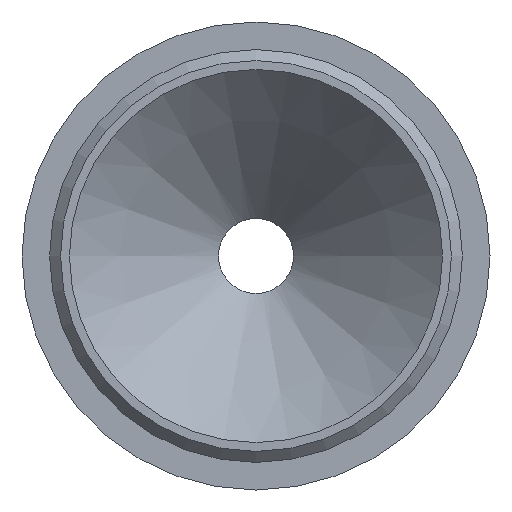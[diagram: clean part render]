
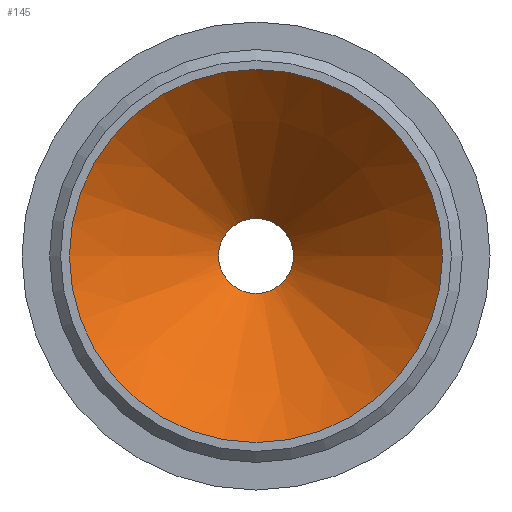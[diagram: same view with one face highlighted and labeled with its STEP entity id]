
A CAD part, front view. The second image highlights one B-rep face of the part: STEP entity #145.
In plain terms, the highlighted conical face has half-angle 45 degrees and reference radius 10.15 mm.
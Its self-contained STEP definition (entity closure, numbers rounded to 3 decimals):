
#25=FACE_OUTER_BOUND('',#35,.T.);
#35=EDGE_LOOP('',(#104,#105,#106,#107));
#48=LINE('',#260,#54);
#54=VECTOR('',#207,10.15);
#60=CIRCLE('',#179,16.9);
#61=CIRCLE('',#180,3.4);
#73=VERTEX_POINT('',#257);
#74=VERTEX_POINT('',#259);
#85=EDGE_CURVE('',#73,#73,#60,.T.);
#86=EDGE_CURVE('',#73,#74,#48,.T.);
#87=EDGE_CURVE('',#74,#74,#61,.T.);
#104=ORIENTED_EDGE('',*,*,#85,.T.);
#105=ORIENTED_EDGE('',*,*,#86,.T.);
#106=ORIENTED_EDGE('',*,*,#87,.T.);
#107=ORIENTED_EDGE('',*,*,#86,.F.);
#142=CONICAL_SURFACE('',#178,10.15,0.785);
#145=ADVANCED_FACE('',(#25),#142,.F.);
#178=AXIS2_PLACEMENT_3D('',#256,#203,#204);
#179=AXIS2_PLACEMENT_3D('',#258,#205,#206);
#180=AXIS2_PLACEMENT_3D('',#261,#208,#209);
#203=DIRECTION('center_axis',(0.,-1.,0.));
#204=DIRECTION('ref_axis',(1.,0.,0.));
#205=DIRECTION('center_axis',(0.,-1.,0.));
#206=DIRECTION('ref_axis',(1.,0.,0.));
#207=DIRECTION('',(0.707,0.707,0.));
#208=DIRECTION('center_axis',(0.,1.,0.));
#209=DIRECTION('ref_axis',(1.,0.,0.));
#256=CARTESIAN_POINT('Origin',(0.,6.75,0.));
#257=CARTESIAN_POINT('',(-16.9,0.,0.));
#258=CARTESIAN_POINT('Origin',(0.,0.,0.));
#259=CARTESIAN_POINT('',(-3.4,13.5,0.));
#260=CARTESIAN_POINT('',(-10.15,6.75,0.));
#261=CARTESIAN_POINT('Origin',(0.,13.5,0.));
